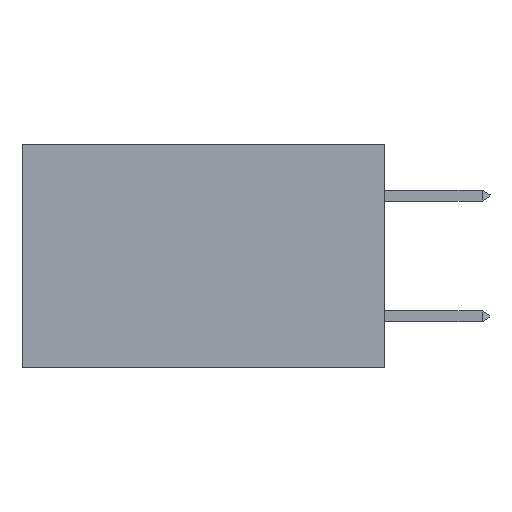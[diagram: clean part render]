
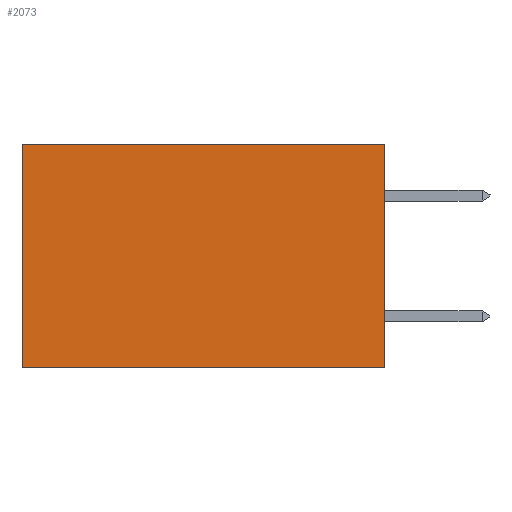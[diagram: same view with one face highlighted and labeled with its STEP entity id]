
A CAD part, left-side view. The second image highlights one B-rep face of the part: STEP entity #2073.
In plain terms, the highlighted planar face has unit normal (-1, 0, 0).
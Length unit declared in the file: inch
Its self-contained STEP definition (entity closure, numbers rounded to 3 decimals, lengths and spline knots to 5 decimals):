
#2073 = ADVANCED_FACE ( 'NONE', ( #11942 ), #29502, .F. ) ;
#2980 = DIRECTION ( 'NONE',  ( 0., 0., -1. ) ) ;
#3374 = LINE ( 'NONE', #6768, #26338 ) ;
#3387 = CARTESIAN_POINT ( 'NONE',  ( 0.2875, 0.6, -0.37 ) ) ;
#6728 = CARTESIAN_POINT ( 'NONE',  ( 0.2875, 0., -0.37 ) ) ;
#6768 = CARTESIAN_POINT ( 'NONE',  ( 0.2875, 0., 0. ) ) ;
#7871 = VERTEX_POINT ( 'NONE', #3387 ) ;
#8854 = EDGE_CURVE ( 'NONE', #28412, #9305, #3374, .T. ) ;
#9305 = VERTEX_POINT ( 'NONE', #6728 ) ;
#9967 = DIRECTION ( 'NONE',  ( 0., 1., 0. ) ) ;
#10217 = EDGE_CURVE ( 'NONE', #9305, #7871, #10666, .T. ) ;
#10666 = LINE ( 'NONE', #29160, #29745 ) ;
#10732 = ORIENTED_EDGE ( 'NONE', *, *, #13688, .T. ) ;
#11335 = AXIS2_PLACEMENT_3D ( 'NONE', #19926, #20435, #2980 ) ;
#11942 = FACE_OUTER_BOUND ( 'NONE', #25455, .T. ) ;
#13688 = EDGE_CURVE ( 'NONE', #28412, #17165, #24222, .T. ) ;
#14734 = CARTESIAN_POINT ( 'NONE',  ( 0.2875, 0.6, 0. ) ) ;
#17165 = VERTEX_POINT ( 'NONE', #14734 ) ;
#17632 = EDGE_CURVE ( 'NONE', #17165, #7871, #23797, .T. ) ;
#19263 = DIRECTION ( 'NONE',  ( 0., 0., -1. ) ) ;
#19926 = CARTESIAN_POINT ( 'NONE',  ( 0.2875, 0., 0. ) ) ;
#20435 = DIRECTION ( 'NONE',  ( 1., 0., 0. ) ) ;
#20858 = ORIENTED_EDGE ( 'NONE', *, *, #10217, .F. ) ;
#21206 = ORIENTED_EDGE ( 'NONE', *, *, #17632, .T. ) ;
#21487 = VECTOR ( 'NONE', #22028, 39.37008 ) ;
#22028 = DIRECTION ( 'NONE',  ( 0., 0., -1. ) ) ;
#23368 = VECTOR ( 'NONE', #9967, 39.37008 ) ;
#23797 = LINE ( 'NONE', #26919, #21487 ) ;
#24222 = LINE ( 'NONE', #29713, #23368 ) ;
#25455 = EDGE_LOOP ( 'NONE', ( #21206, #20858, #30202, #10732 ) ) ;
#26338 = VECTOR ( 'NONE', #19263, 39.37008 ) ;
#26919 = CARTESIAN_POINT ( 'NONE',  ( 0.2875, 0.6, 0. ) ) ;
#27851 = CARTESIAN_POINT ( 'NONE',  ( 0.2875, 0., 0. ) ) ;
#28412 = VERTEX_POINT ( 'NONE', #27851 ) ;
#29160 = CARTESIAN_POINT ( 'NONE',  ( 0.2875, 0., -0.37 ) ) ;
#29502 = PLANE ( 'NONE',  #11335 ) ;
#29713 = CARTESIAN_POINT ( 'NONE',  ( 0.2875, 0., 0. ) ) ;
#29745 = VECTOR ( 'NONE', #31149, 39.37008 ) ;
#30202 = ORIENTED_EDGE ( 'NONE', *, *, #8854, .F. ) ;
#31149 = DIRECTION ( 'NONE',  ( 0., 1., 0. ) ) ;
